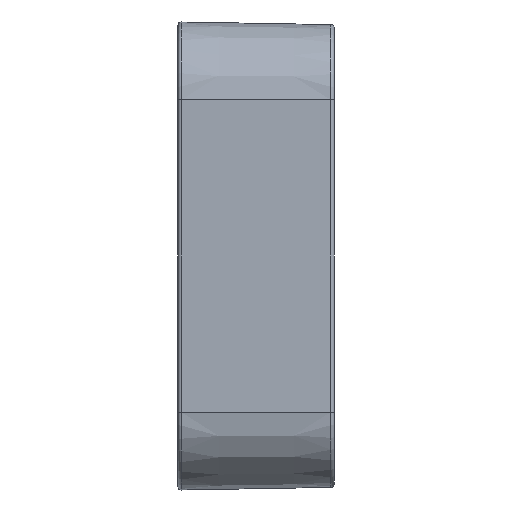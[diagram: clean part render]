
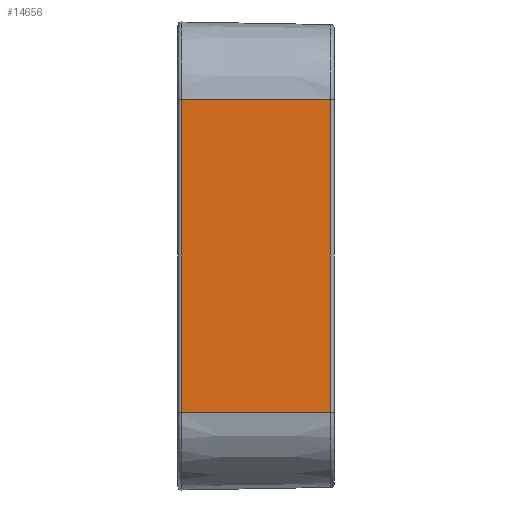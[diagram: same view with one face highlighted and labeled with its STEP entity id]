
A CAD part, left-side view. The second image highlights one B-rep face of the part: STEP entity #14656.
In plain terms, the highlighted planar face has unit normal (-1, -0.018, 0).
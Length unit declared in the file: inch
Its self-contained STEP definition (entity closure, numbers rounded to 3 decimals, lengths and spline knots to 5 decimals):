
#754 = AXIS2_PLACEMENT_3D ( 'NONE', #8697, #19653, #8869 ) ;
#1405 = VECTOR ( 'NONE', #6782, 39.37008 ) ;
#3217 = EDGE_CURVE ( 'NONE', #10657, #16020, #20710, .T. ) ;
#4241 = ORIENTED_EDGE ( 'NONE', *, *, #3217, .T. ) ;
#6243 = VECTOR ( 'NONE', #17631, 39.37008 ) ;
#6724 = VERTEX_POINT ( 'NONE', #21750 ) ;
#6782 = DIRECTION ( 'NONE',  ( -0.017, 1., 0. ) ) ;
#8697 = CARTESIAN_POINT ( 'NONE',  ( -1., 0.5, 0. ) ) ;
#8869 = DIRECTION ( 'NONE',  ( 0.017, -1., 0. ) ) ;
#9938 = CARTESIAN_POINT ( 'NONE',  ( -1., 0.5, 0.5 ) ) ;
#9947 = EDGE_LOOP ( 'NONE', ( #4241, #23394, #16929, #10646 ) ) ;
#10646 = ORIENTED_EDGE ( 'NONE', *, *, #24156, .T. ) ;
#10657 = VERTEX_POINT ( 'NONE', #17451 ) ;
#13633 = CARTESIAN_POINT ( 'NONE',  ( -0.99982, 0.48983, -0.5 ) ) ;
#14091 = CARTESIAN_POINT ( 'NONE',  ( -0.99982, 0.48983, 0.5 ) ) ;
#14656 = ADVANCED_FACE ( 'NONE', ( #19857 ), #34391, .T. ) ;
#14851 = LINE ( 'NONE', #25833, #6243 ) ;
#15185 = EDGE_CURVE ( 'NONE', #16020, #6724, #21286, .T. ) ;
#16020 = VERTEX_POINT ( 'NONE', #14091 ) ;
#16929 = ORIENTED_EDGE ( 'NONE', *, *, #28549, .T. ) ;
#17296 = LINE ( 'NONE', #20281, #25040 ) ;
#17451 = CARTESIAN_POINT ( 'NONE',  ( -0.99144, 0.00983, 0.5 ) ) ;
#17631 = DIRECTION ( 'NONE',  ( 0.017, -1., 0. ) ) ;
#19653 = DIRECTION ( 'NONE',  ( -1., -0.017, 0. ) ) ;
#19857 = FACE_OUTER_BOUND ( 'NONE', #9947, .T. ) ;
#20281 = CARTESIAN_POINT ( 'NONE',  ( -0.99144, 0.00983, 0. ) ) ;
#20653 = DIRECTION ( 'NONE',  ( 0., 0., 1. ) ) ;
#20710 = LINE ( 'NONE', #9938, #1405 ) ;
#21286 = LINE ( 'NONE', #13633, #31088 ) ;
#21750 = CARTESIAN_POINT ( 'NONE',  ( -0.99982, 0.48983, -0.5 ) ) ;
#23394 = ORIENTED_EDGE ( 'NONE', *, *, #15185, .T. ) ;
#24156 = EDGE_CURVE ( 'NONE', #31521, #10657, #17296, .T. ) ;
#25040 = VECTOR ( 'NONE', #20653, 39.37008 ) ;
#25833 = CARTESIAN_POINT ( 'NONE',  ( -1., 0.5, -0.5 ) ) ;
#28549 = EDGE_CURVE ( 'NONE', #6724, #31521, #14851, .T. ) ;
#31088 = VECTOR ( 'NONE', #35833, 39.37008 ) ;
#31521 = VERTEX_POINT ( 'NONE', #35147 ) ;
#34391 = PLANE ( 'NONE',  #754 ) ;
#35147 = CARTESIAN_POINT ( 'NONE',  ( -0.99144, 0.00983, -0.5 ) ) ;
#35833 = DIRECTION ( 'NONE',  ( 0., 0., -1. ) ) ;
